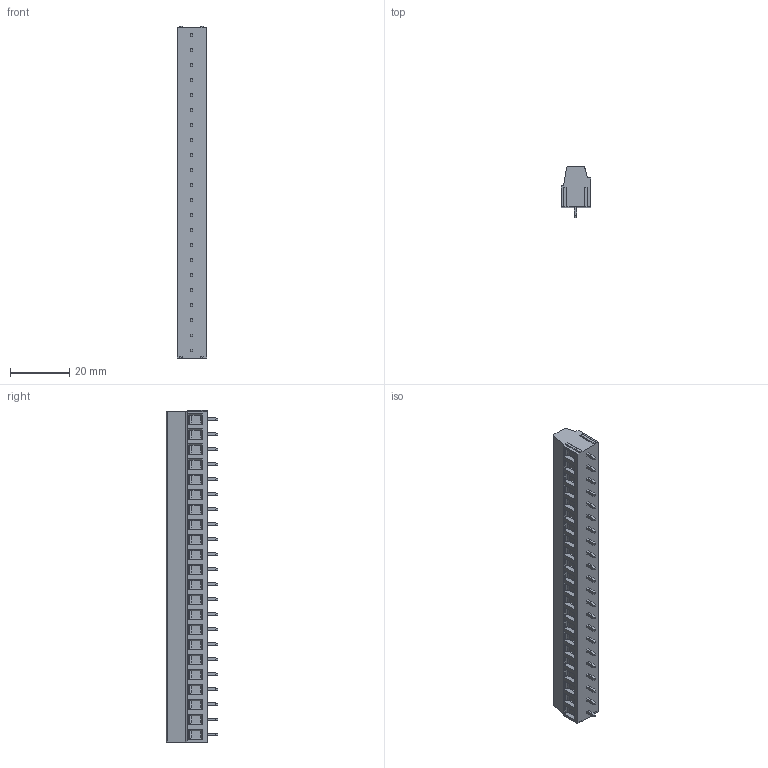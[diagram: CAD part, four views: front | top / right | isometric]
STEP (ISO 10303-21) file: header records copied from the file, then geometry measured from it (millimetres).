
FILE_DESCRIPTION((''),'2;1');
FILE_NAME('TL338V','2025-02-17T',('yanfa'),(''),'PRO/ENGINEER BY PARAMETRIC TECHNOLOGY CORPORATION, 2009280','PRO/ENGINEER BY PARAMETRIC TECHNOLOGY CORPORATION, 2009280','');
FILE_SCHEMA(('AUTOMOTIVE_DESIGN_CC2 { 1 2 10303 214 -1 1 5 2 }'));
Length unit declared in the file: millimetre
Products named in the file (1): TL338V
Bounding box: 10 x 17.3 x 112.36 mm (x, y, z)
Volume: 12879.4 mm3; surface area: 6689.7 mm2
Topology: 1 solids, 1 shells, 987 faces, 2471 edges, 1574 vertices
Faces by surface type: plane 598, cylinder 235, cone 88, torus 44, sphere 22
Entity records: 29543 total; most frequent: CARTESIAN_POINT 5802, ORIENTED_EDGE 4942, DIRECTION 4849, EDGE_CURVE 2471, VECTOR 1715, LINE 1715, VERTEX_POINT 1574, AXIS2_PLACEMENT_3D 1567
